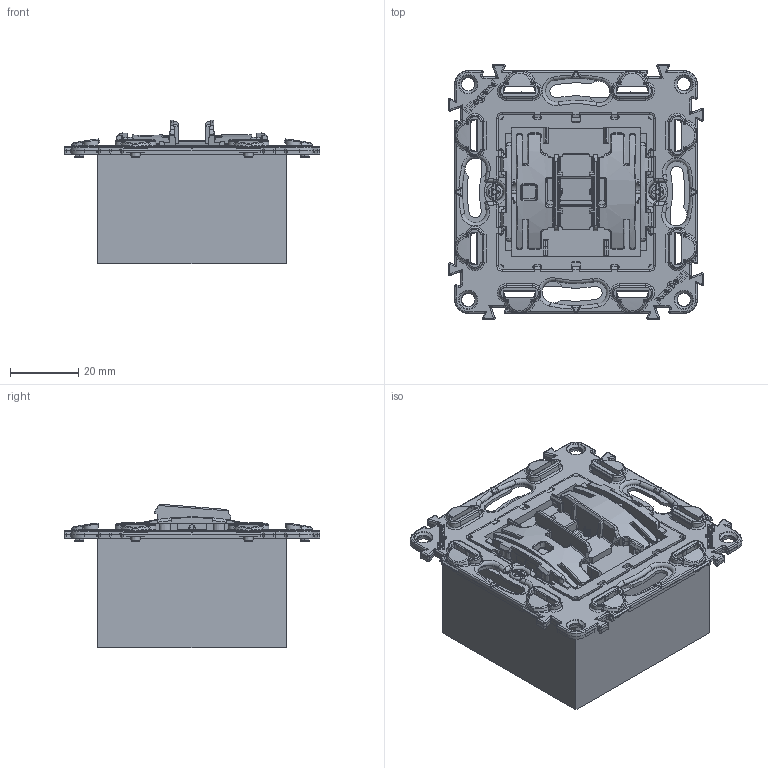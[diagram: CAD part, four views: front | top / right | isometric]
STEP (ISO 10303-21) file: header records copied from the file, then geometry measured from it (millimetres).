
FILE_DESCRIPTION(('CATIA V5 STEP Exchange','CAx-IF Rec.Pracs.--- Model Styling and Organization---1.4--- 2014-01-23'),'2;1');
FILE_NAME('752007_AllCATPart.stp','2020-02-13T09:22:59+00:00',('none'),('none'),'CATIA Version 5-6 Release 2017 SP3','CATIA V5 STEP AP214','none');
FILE_SCHEMA(('AUTOMOTIVE_DESIGN { 1 0 10303 214 1 1 1 1 }'));
Products named in the file (1): 752007_AllCATPart
Bounding box: 74.7 x 74.7 x 41.86 mm (x, y, z)
Volume: 106116.1 mm3; surface area: 25711.1 mm2
Topology: 1 solids, 9 shells, 6838 faces, 19577 edges, 12723 vertices
Faces by surface type: plane 5149, cylinder 716, bspline 515, cone 227, torus 154, extrusion 41, sphere 36
Entity records: 267465 total; most frequent: CARTESIAN_POINT 97521, ORIENTED_EDGE 39000, DIRECTION 25475, EDGE_CURVE 19500, VECTOR 13237, LINE 13196, VERTEX_POINT 12720, EDGE_LOOP 6998
